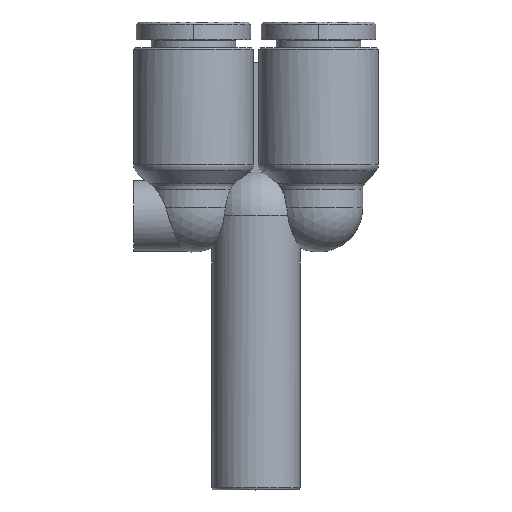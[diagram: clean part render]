
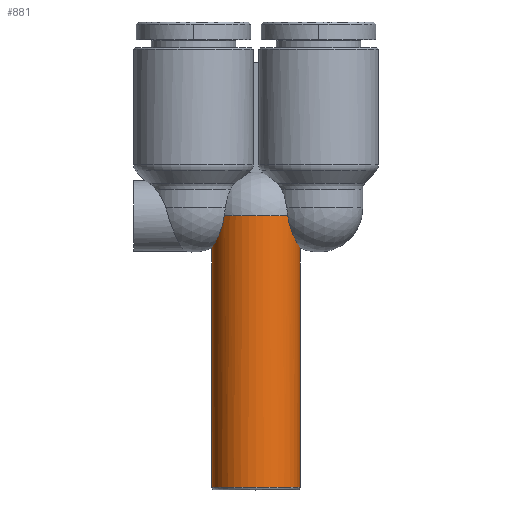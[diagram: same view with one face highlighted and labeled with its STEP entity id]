
A CAD part, top view. The second image highlights one B-rep face of the part: STEP entity #881.
In plain terms, the highlighted cylindrical face has radius 5 mm (diameter 10 mm), a partial arc.
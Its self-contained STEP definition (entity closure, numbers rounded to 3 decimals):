
#141=CARTESIAN_POINT('',(-9.51,0.,2.1));
#142=VERTEX_POINT('',#141);
#152=CARTESIAN_POINT('',(-5.872,3.463,3.493));
#153=VERTEX_POINT('',#152);
#154=CARTESIAN_POINT('',(-9.51,0.,2.1));
#155=CARTESIAN_POINT('',(-9.51,0.154,2.1));
#156=CARTESIAN_POINT('',(-9.499,0.314,2.107));
#157=CARTESIAN_POINT('',(-9.45,0.634,2.138));
#158=CARTESIAN_POINT('',(-9.414,0.794,2.161));
#159=CARTESIAN_POINT('',(-9.317,1.105,2.221));
#160=CARTESIAN_POINT('',(-9.256,1.255,2.258));
#161=CARTESIAN_POINT('',(-9.117,1.539,2.34));
#162=CARTESIAN_POINT('',(-9.039,1.672,2.386));
#163=CARTESIAN_POINT('',(-8.75,2.094,2.548));
#164=CARTESIAN_POINT('',(-8.496,2.354,2.681));
#165=CARTESIAN_POINT('',(-7.916,2.794,2.946));
#166=CARTESIAN_POINT('',(-7.589,2.974,3.076));
#167=CARTESIAN_POINT('',(-6.888,3.255,3.3));
#168=CARTESIAN_POINT('',(-6.513,3.357,3.393));
#169=CARTESIAN_POINT('',(-6.044,3.438,3.47));
#170=CARTESIAN_POINT('',(-5.958,3.451,3.482));
#171=CARTESIAN_POINT('',(-5.872,3.463,3.493));
#172=B_SPLINE_CURVE_WITH_KNOTS('',3,(#154,#155,#156,#157,#158,#159,#160,#161,#162,#163,#164,#165,#166,#167,#168,#169,#170,#171),.UNSPECIFIED.,.F.,.U.,(4,2,2,2,2,2,2,2,4),(6.531,6.994,7.457,7.919,8.382,9.529,10.675,11.822,12.077),.UNSPECIFIED.);
#173=EDGE_CURVE('',#142,#153,#172,.T.);
#542=CARTESIAN_POINT('',(-9.51,0.,12.1));
#543=VERTEX_POINT('',#542);
#552=CARTESIAN_POINT('',(-5.872,3.463,10.707));
#553=VERTEX_POINT('',#552);
#561=CARTESIAN_POINT('',(-5.872,3.463,10.707));
#562=CARTESIAN_POINT('',(-5.958,3.451,10.718));
#563=CARTESIAN_POINT('',(-6.044,3.438,10.73));
#564=CARTESIAN_POINT('',(-6.513,3.357,10.807));
#565=CARTESIAN_POINT('',(-6.888,3.255,10.9));
#566=CARTESIAN_POINT('',(-7.589,2.974,11.124));
#567=CARTESIAN_POINT('',(-7.916,2.794,11.254));
#568=CARTESIAN_POINT('',(-8.496,2.354,11.519));
#569=CARTESIAN_POINT('',(-8.75,2.094,11.652));
#570=CARTESIAN_POINT('',(-9.039,1.672,11.814));
#571=CARTESIAN_POINT('',(-9.117,1.539,11.86));
#572=CARTESIAN_POINT('',(-9.256,1.255,11.942));
#573=CARTESIAN_POINT('',(-9.317,1.105,11.979));
#574=CARTESIAN_POINT('',(-9.414,0.794,12.039));
#575=CARTESIAN_POINT('',(-9.45,0.634,12.062));
#576=CARTESIAN_POINT('',(-9.499,0.314,12.093));
#577=CARTESIAN_POINT('',(-9.51,0.154,12.1));
#578=CARTESIAN_POINT('',(-9.51,0.,12.1));
#579=B_SPLINE_CURVE_WITH_KNOTS('',3,(#561,#562,#563,#564,#565,#566,#567,#568,#569,#570,#571,#572,#573,#574,#575,#576,#577,#578),.UNSPECIFIED.,.F.,.U.,(4,2,2,2,2,2,2,2,4),(0.985,1.24,2.387,3.534,4.68,5.143,5.606,6.068,6.531),.UNSPECIFIED.);
#580=EDGE_CURVE('',#553,#543,#579,.T.);
#842=CARTESIAN_POINT('',(-7.922,0.,7.1));
#843=DIRECTION('',(1.0,0.,0.));
#844=DIRECTION('',(0.0,0.0,-1.0));
#845=AXIS2_PLACEMENT_3D('',#842,#843,#844);
#846=CYLINDRICAL_SURFACE('',#845,5.);
#847=CARTESIAN_POINT('',(-36.672,0.,2.1));
#848=VERTEX_POINT('',#847);
#849=CARTESIAN_POINT('',(-36.672,0.,2.1));
#850=DIRECTION('',(1.0,0.0,0.0));
#851=VECTOR('',#850,27.162);
#852=LINE('',#849,#851);
#853=EDGE_CURVE('',#848,#142,#852,.T.);
#854=ORIENTED_EDGE('',*,*,#853,.F.);
#855=CARTESIAN_POINT('',(-36.672,0.,12.1));
#856=VERTEX_POINT('',#855);
#857=CARTESIAN_POINT('',(-36.672,0.,7.1));
#858=DIRECTION('',(-1.0,0.0,0.0));
#859=DIRECTION('',(0.0,0.0,1.0));
#860=AXIS2_PLACEMENT_3D('',#857,#858,#859);
#861=CIRCLE('',#860,5.);
#862=EDGE_CURVE('',#856,#848,#861,.T.);
#863=ORIENTED_EDGE('',*,*,#862,.F.);
#864=CARTESIAN_POINT('',(-9.51,0.,12.1));
#865=DIRECTION('',(-1.0,0.0,0.0));
#866=VECTOR('',#865,27.162);
#867=LINE('',#864,#866);
#868=EDGE_CURVE('',#543,#856,#867,.T.);
#869=ORIENTED_EDGE('',*,*,#868,.F.);
#870=ORIENTED_EDGE('',*,*,#580,.F.);
#871=CARTESIAN_POINT('',(-5.872,0.,7.1));
#872=DIRECTION('',(1.0,0.0,0.0));
#873=DIRECTION('',(0.0,0.0,-1.0));
#874=AXIS2_PLACEMENT_3D('',#871,#872,#873);
#875=CIRCLE('',#874,5.);
#876=EDGE_CURVE('',#153,#553,#875,.T.);
#877=ORIENTED_EDGE('',*,*,#876,.F.);
#878=ORIENTED_EDGE('',*,*,#173,.F.);
#879=EDGE_LOOP('',(#854,#863,#869,#870,#877,#878));
#880=FACE_OUTER_BOUND('',#879,.T.);
#881=ADVANCED_FACE('',(#880),#846,.T.);
